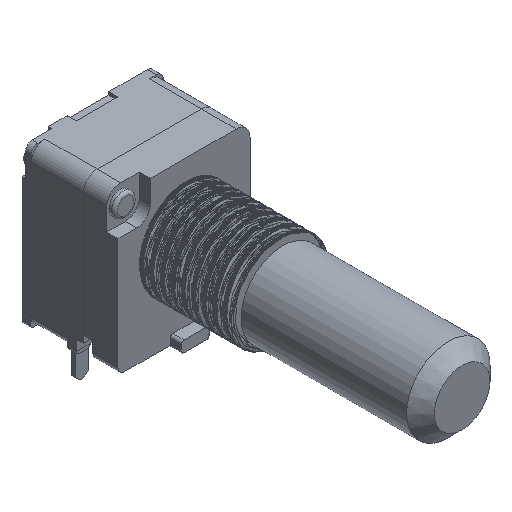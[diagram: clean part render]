
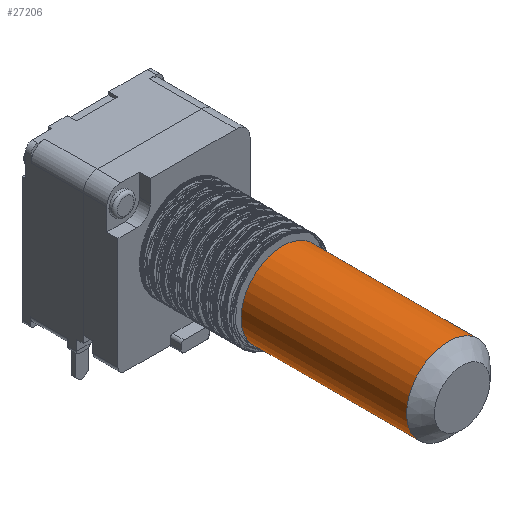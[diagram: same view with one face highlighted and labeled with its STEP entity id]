
A CAD part, isometric view. The second image highlights one B-rep face of the part: STEP entity #27206.
In plain terms, the highlighted cylindrical face has radius 3 mm (diameter 6 mm), a full revolution.
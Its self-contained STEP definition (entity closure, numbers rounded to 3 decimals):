
#27206 = ADVANCED_FACE('',(#27207),#27234,.T.);
#27207 = FACE_BOUND('',#27208,.T.);
#27208 = EDGE_LOOP('',(#27209,#27218,#27226,#27233));
#27209 = ORIENTED_EDGE('',*,*,#27210,.T.);
#27210 = EDGE_CURVE('',#27211,#27211,#27213,.T.);
#27211 = VERTEX_POINT('',#27212);
#27212 = CARTESIAN_POINT('',(3.,-12.125,6.494));
#27213 = CIRCLE('',#27214,3.);
#27214 = AXIS2_PLACEMENT_3D('',#27215,#27216,#27217);
#27215 = CARTESIAN_POINT('',(0.,-12.125,6.494));
#27216 = DIRECTION('',(0.,-1.,0.));
#27217 = DIRECTION('',(1.,0.,0.));
#27218 = ORIENTED_EDGE('',*,*,#27219,.T.);
#27219 = EDGE_CURVE('',#27211,#27220,#27222,.T.);
#27220 = VERTEX_POINT('',#27221);
#27221 = CARTESIAN_POINT('',(3.,-24.025,6.494));
#27222 = LINE('',#27223,#27224);
#27223 = CARTESIAN_POINT('',(3.,-12.125,6.494));
#27224 = VECTOR('',#27225,1.);
#27225 = DIRECTION('',(0.,-1.,0.));
#27226 = ORIENTED_EDGE('',*,*,#27227,.F.);
#27227 = EDGE_CURVE('',#27220,#27220,#27228,.T.);
#27228 = CIRCLE('',#27229,3.);
#27229 = AXIS2_PLACEMENT_3D('',#27230,#27231,#27232);
#27230 = CARTESIAN_POINT('',(0.,-24.025,6.494));
#27231 = DIRECTION('',(0.,-1.,0.));
#27232 = DIRECTION('',(1.,0.,0.));
#27233 = ORIENTED_EDGE('',*,*,#27219,.F.);
#27234 = CYLINDRICAL_SURFACE('',#27235,3.);
#27235 = AXIS2_PLACEMENT_3D('',#27236,#27237,#27238);
#27236 = CARTESIAN_POINT('',(0.,-12.125,6.494));
#27237 = DIRECTION('',(0.,1.,0.));
#27238 = DIRECTION('',(1.,0.,0.));
